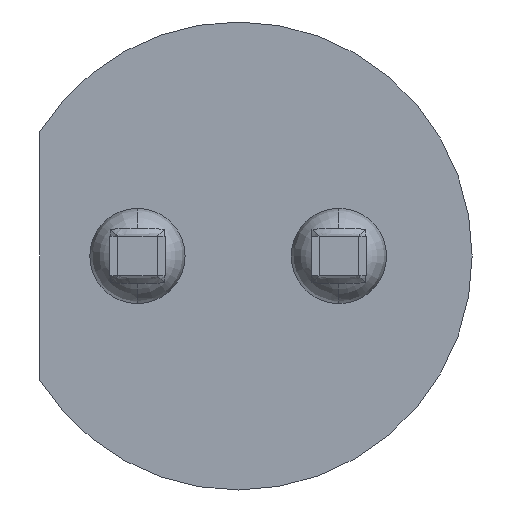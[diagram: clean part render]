
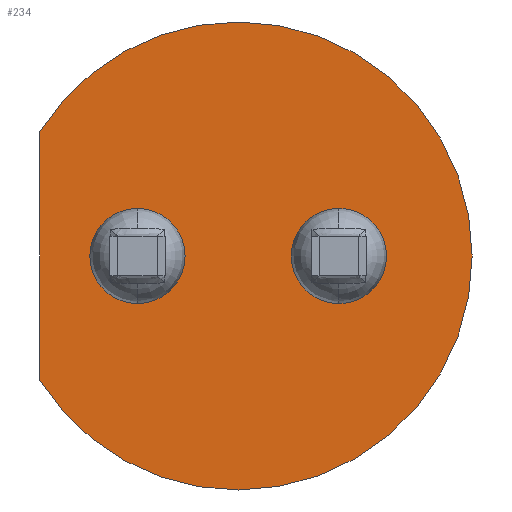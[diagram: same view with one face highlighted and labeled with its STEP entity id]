
A CAD part, front view. The second image highlights one B-rep face of the part: STEP entity #234.
In plain terms, the highlighted planar face has unit normal (0, -1, 0).
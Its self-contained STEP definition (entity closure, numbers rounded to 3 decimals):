
#175 = VERTEX_POINT('',#176);
#176 = CARTESIAN_POINT('',(0.,0.,2.95)
  );
#182 = EDGE_CURVE('',#183,#175,#185,.T.);
#183 = VERTEX_POINT('',#184);
#184 = CARTESIAN_POINT('',(0.,0.,-2.95));
#185 = CIRCLE('',#186,2.95);
#186 = AXIS2_PLACEMENT_3D('',#187,#188,#189);
#187 = CARTESIAN_POINT('',(0.,0.,0.));
#188 = DIRECTION('',(0.,-1.,-0.));
#189 = DIRECTION('',(0.,0.,-1.));
#215 = EDGE_CURVE('',#216,#183,#218,.T.);
#216 = VERTEX_POINT('',#217);
#217 = CARTESIAN_POINT('',(-2.5,0.,-1.566));
#218 = CIRCLE('',#219,2.95);
#219 = AXIS2_PLACEMENT_3D('',#220,#221,#222);
#220 = CARTESIAN_POINT('',(0.,0.,0.));
#221 = DIRECTION('',(0.,-1.,-0.));
#222 = DIRECTION('',(0.,0.,-1.));
#234 = ADVANCED_FACE('',(#235),#254,.F.);
#235 = FACE_BOUND('',#236,.T.);
#236 = EDGE_LOOP('',(#237,#245,#246,#247));
#237 = ORIENTED_EDGE('',*,*,#238,.F.);
#238 = EDGE_CURVE('',#216,#239,#241,.T.);
#239 = VERTEX_POINT('',#240);
#240 = CARTESIAN_POINT('',(-2.5,0.,1.566));
#241 = LINE('',#242,#243);
#242 = CARTESIAN_POINT('',(-2.5,0.,0.));
#243 = VECTOR('',#244,1.);
#244 = DIRECTION('',(0.,0.,1.));
#245 = ORIENTED_EDGE('',*,*,#215,.T.);
#246 = ORIENTED_EDGE('',*,*,#182,.T.);
#247 = ORIENTED_EDGE('',*,*,#248,.T.);
#248 = EDGE_CURVE('',#175,#239,#249,.T.);
#249 = CIRCLE('',#250,2.95);
#250 = AXIS2_PLACEMENT_3D('',#251,#252,#253);
#251 = CARTESIAN_POINT('',(0.,0.,0.));
#252 = DIRECTION('',(0.,-1.,-0.));
#253 = DIRECTION('',(0.,0.,-1.));
#254 = PLANE('',#255);
#255 = AXIS2_PLACEMENT_3D('',#256,#257,#258);
#256 = CARTESIAN_POINT('',(0.,0.,0.));
#257 = DIRECTION('',(0.,1.,0.));
#258 = DIRECTION('',(0.,-0.,1.));
